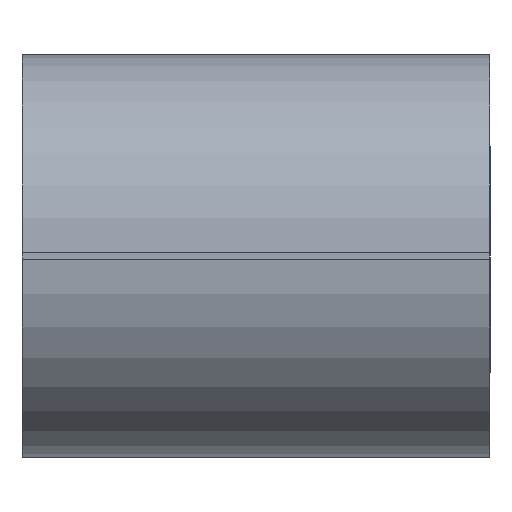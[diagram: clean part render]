
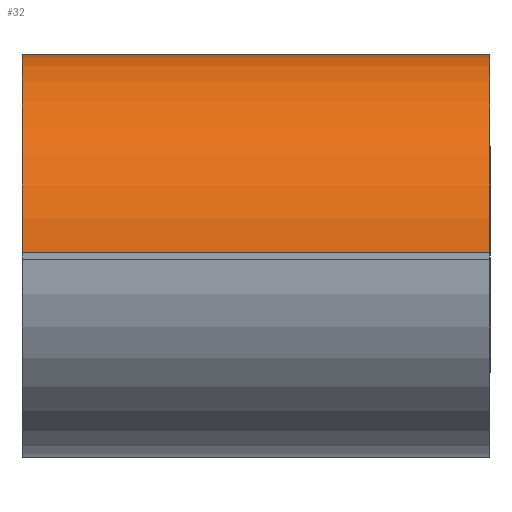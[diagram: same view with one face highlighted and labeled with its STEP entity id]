
A CAD part, left-side view. The second image highlights one B-rep face of the part: STEP entity #32.
In plain terms, the highlighted cylindrical face has radius 1 mm (diameter 2 mm), a partial arc.
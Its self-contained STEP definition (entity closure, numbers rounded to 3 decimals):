
#32 = ADVANCED_FACE ( 'NONE', ( #77 ), #407, .T. ) ;
#40 = ORIENTED_EDGE ( 'NONE', *, *, #470, .T. ) ;
#75 = DIRECTION ( 'NONE',  ( 0., 1., 0. ) ) ;
#77 = FACE_OUTER_BOUND ( 'NONE', #316, .T. ) ;
#83 = CARTESIAN_POINT ( 'NONE',  ( -0.725, -1.18, 2.032 ) ) ;
#89 = DIRECTION ( 'NONE',  ( 0., 0., -1. ) ) ;
#97 = CARTESIAN_POINT ( 'NONE',  ( -0.725, 1.18, 1.032 ) ) ;
#117 = LINE ( 'NONE', #653, #600 ) ;
#120 = DIRECTION ( 'NONE',  ( 0., 0., -1. ) ) ;
#145 = CARTESIAN_POINT ( 'NONE',  ( -0.725, -1.18, 2.032 ) ) ;
#174 = VERTEX_POINT ( 'NONE', #676 ) ;
#194 = ORIENTED_EDGE ( 'NONE', *, *, #678, .F. ) ;
#228 = VERTEX_POINT ( 'NONE', #145 ) ;
#248 = AXIS2_PLACEMENT_3D ( 'NONE', #440, #75, #281 ) ;
#251 = VERTEX_POINT ( 'NONE', #431 ) ;
#281 = DIRECTION ( 'NONE',  ( 0., 0., -1. ) ) ;
#283 = CARTESIAN_POINT ( 'NONE',  ( -1.725, -1.18, 1.032 ) ) ;
#315 = DIRECTION ( 'NONE',  ( 0., -1., 0. ) ) ;
#316 = EDGE_LOOP ( 'NONE', ( #194, #585, #40, #592 ) ) ;
#351 = DIRECTION ( 'NONE',  ( 0., -1., 0. ) ) ;
#362 = CIRCLE ( 'NONE', #588, 1. ) ;
#363 = DIRECTION ( 'NONE',  ( 0., -1., 0. ) ) ;
#379 = VERTEX_POINT ( 'NONE', #283 ) ;
#407 = CYLINDRICAL_SURFACE ( 'NONE', #563, 1. ) ;
#431 = CARTESIAN_POINT ( 'NONE',  ( -0.725, 1.18, 2.032 ) ) ;
#440 = CARTESIAN_POINT ( 'NONE',  ( -0.725, -1.18, 1.032 ) ) ;
#470 = EDGE_CURVE ( 'NONE', #174, #379, #117, .T. ) ;
#511 = VECTOR ( 'NONE', #351, 1000. ) ;
#532 = EDGE_CURVE ( 'NONE', #251, #174, #362, .T. ) ;
#533 = DIRECTION ( 'NONE',  ( 0., -1., 0. ) ) ;
#544 = CARTESIAN_POINT ( 'NONE',  ( -0.725, 1.18, 1.032 ) ) ;
#549 = CIRCLE ( 'NONE', #248, 1. ) ;
#556 = LINE ( 'NONE', #83, #511 ) ;
#563 = AXIS2_PLACEMENT_3D ( 'NONE', #97, #363, #89 ) ;
#585 = ORIENTED_EDGE ( 'NONE', *, *, #532, .T. ) ;
#588 = AXIS2_PLACEMENT_3D ( 'NONE', #544, #315, #120 ) ;
#592 = ORIENTED_EDGE ( 'NONE', *, *, #661, .T. ) ;
#600 = VECTOR ( 'NONE', #533, 1000. ) ;
#653 = CARTESIAN_POINT ( 'NONE',  ( -1.725, 0., 1.032 ) ) ;
#661 = EDGE_CURVE ( 'NONE', #379, #228, #549, .T. ) ;
#676 = CARTESIAN_POINT ( 'NONE',  ( -1.725, 1.18, 1.032 ) ) ;
#678 = EDGE_CURVE ( 'NONE', #251, #228, #556, .T. ) ;
